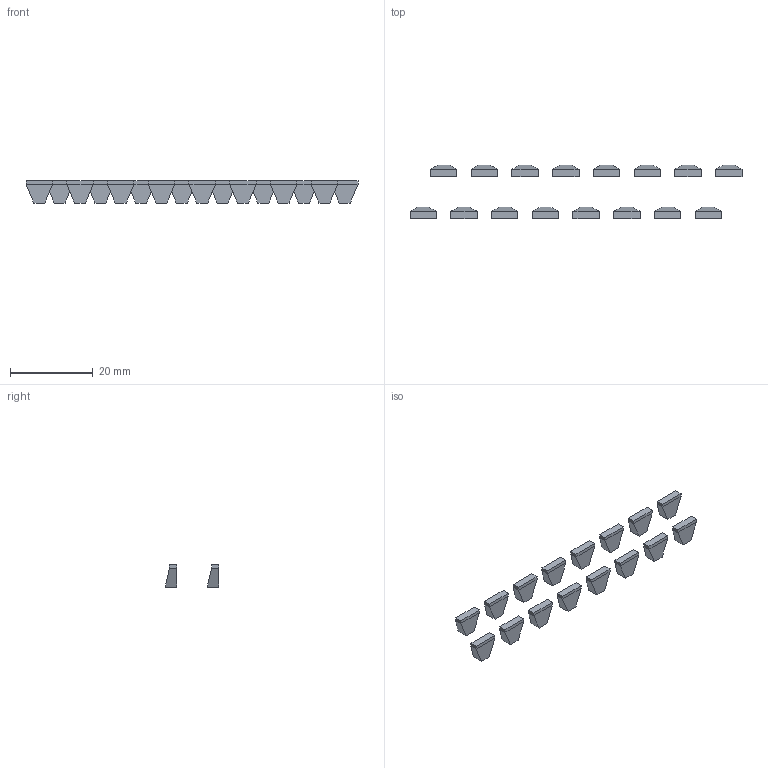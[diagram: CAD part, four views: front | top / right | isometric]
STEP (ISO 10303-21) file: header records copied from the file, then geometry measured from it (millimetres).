
FILE_DESCRIPTION(/* description */ (''),/* implementation_level */ '2;1');
FILE_NAME(/* name */ 'case_led',/* time_stamp */ '2025-05-04T07:35:19+02:00',/* author */ (''),/* organization */ (''),/* preprocessor_version */ 'ST-DEVELOPER v10',/* originating_system */ '',/* authorisation */ '');
FILE_SCHEMA (('CONFIG_CONTROL_DESIGN'));
Length unit declared in the file: millimetre
Products named in the file (1): 1
Bounding box: 80.06 x 12.96 x 5.38 mm (x, y, z)
Volume: 871.2 mm3; surface area: 1535.7 mm2
Topology: 16 solids, 16 shells, 160 faces, 320 edges, 192 vertices
Faces by surface type: plane 96, bspline 64
Entity records: 3996 total; most frequent: CARTESIAN_POINT 1570, ORIENTED_EDGE 640, EDGE_CURVE 320, B_SPLINE_CURVE_WITH_KNOTS 320, VERTEX_POINT 192, ADVANCED_FACE 160, FACE_OUTER_BOUND 160, EDGE_LOOP 160
